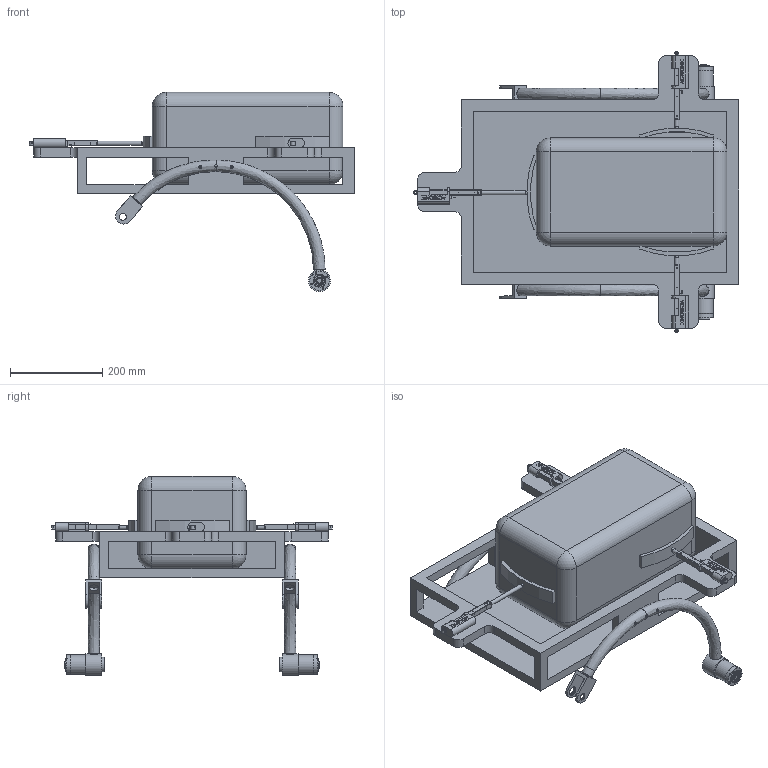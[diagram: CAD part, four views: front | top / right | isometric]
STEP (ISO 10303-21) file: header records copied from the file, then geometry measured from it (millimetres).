
FILE_DESCRIPTION(/* description */ (''),/* implementation_level */ '2;1');
FILE_NAME(/* name */ 'body_v3.step',/* time_stamp */ '2020-08-07T12:23:49+06:00',/* author */ (''),/* organization */ (''),/* preprocessor_version */ 'ST-DEVELOPER v18.1',/* originating_system */ 'Autodesk Translation Framework v9.3.0.1241',/* authorisation */ '');
FILE_SCHEMA (('AUTOMOTIVE_DESIGN { 1 0 10303 214 3 1 1 }'));
Length unit declared in the file: millimetre
Products named in the file (25): sim_comp; New Assembly; Pipe Rocker Bogie; Wheel Assembly; Motor; Wheel Connector; New Bogie Mount; New Rocker; Pipe Rocker Bogie v2(Mirror); New Rocker v7(Mirror); Wheel Assembly v3(Mirror) (1); Motor v1(Mirror) (1); Wheel Connector v4(Mirror) (1); New Bogie Mount v3(Mirror) (1); Dabba; Actuonix_Linear_Actuator_Config; Actuonix_Linear_Actuator_Config v4(Mirror); Component1(Mirror); Actuonix_Shaft_150_256_12 v1(Mirror); Component2(Mirror); Actuonix_Linear_Actuator_Config_1; Component1; Actuonix_Shaft_150_256_12; Component2; PayLoad
Assembly tree (27 placements, depth 5):
  sim_comp
    New Assembly
      Pipe Rocker Bogie
        Wheel Assembly
          Motor
          Wheel Connector
        New Bogie Mount
        New Rocker
      Pipe Rocker Bogie v2(Mirror)
        New Rocker v7(Mirror)
        Wheel Assembly v3(Mirror) (1)
          Motor v1(Mirror) (1)
          Wheel Connector v4(Mirror) (1)
        New Bogie Mount v3(Mirror) (1)
      Dabba
        Actuonix_Linear_Actuator_Config
          Component1
          Actuonix_Shaft_150_256_12
          Component2
        Actuonix_Linear_Actuator_Config v4(Mirror)
          Component1(Mirror)
          Actuonix_Shaft_150_256_12 v1(Mirror)
          Component2(Mirror)
        Actuonix_Linear_Actuator_Config_1
          Component1
          Actuonix_Shaft_150_256_12
          Component2
        PayLoad
Bounding box: 704 x 607.81 x 431.44 mm (x, y, z)
Volume: 26695869.9 mm3; surface area: 1543698.3 mm2
Topology: 36 solids, 36 shells, 997 faces, 2501 edges, 1647 vertices
Faces by surface type: plane 614, bspline 182, cylinder 173, cone 14, sphere 8, torus 6
Full cylindrical faces by diameter (mm): 1.35 x6, 1.5 x6, 3 x6, 3.3 x8, 4.25 x6, 6 x18, 9 x9, 15 x4, 19 x6, 20 x4, 28 x2, 31.7 x2, 37.5 x4, 42 x4, 47.5 x2
Entity records: 31999 total; most frequent: CARTESIAN_POINT 13132, ORIENTED_EDGE 3878, DIRECTION 3443, EDGE_CURVE 1939, VERTEX_POINT 1278, LINE 1249, VECTOR 1249, AXIS2_PLACEMENT_3D 1097
